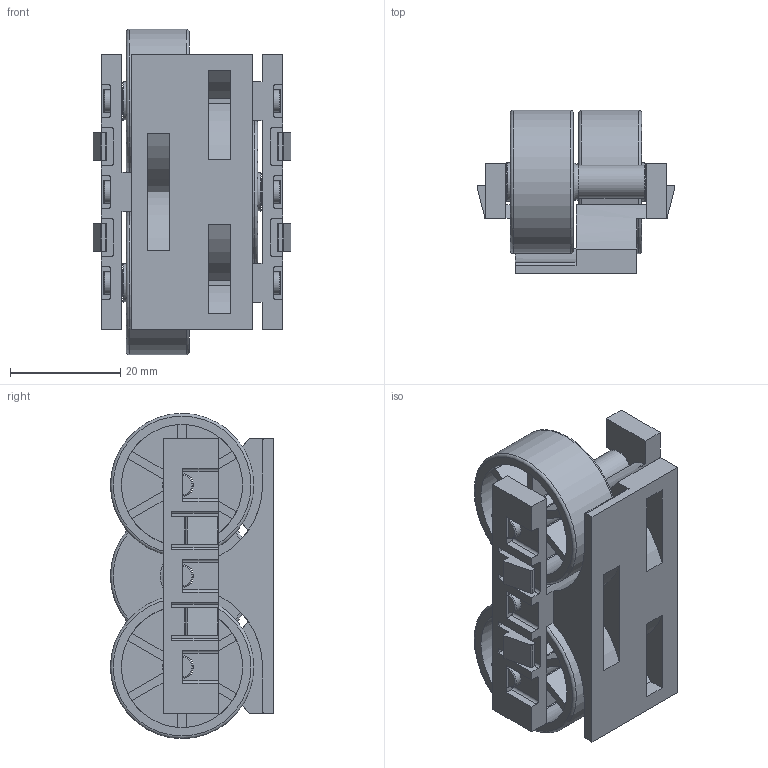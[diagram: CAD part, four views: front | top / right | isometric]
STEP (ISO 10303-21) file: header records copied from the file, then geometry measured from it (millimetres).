
FILE_DESCRIPTION(/* description */ ('STEP AP214'),/* implementation_level */ '2;1');
FILE_NAME(/* name */ '062AEH2691.50',/* time_stamp */ '2023-03-15T14:56:36+01:00',/* author */ ('License CC BY-ND 4.0'),/* organization */ ('CADENAS'),/* preprocessor_version */ 'ST-DEVELOPER v19.3',/* originating_system */ 'PARTsolutions',/* authorisation */ ' ');
FILE_SCHEMA (('AUTOMOTIVE_DESIGN {1 0 10303 214 3 1 1}'));
Length unit declared in the file: millimetre
Products named in the file (4): 062AEH2691.50; 062AEH2691.50_part3; 062AEH2691.50_part2; 062AEH2691.50_part1
Assembly tree (7 placements, depth 2):
  062AEH2691.50
    062AEH2691.50_part3  x3
    062AEH2691.50_part2  x3
    062AEH2691.50_part1
Bounding box: 35.88 x 29.6 x 59 mm (x, y, z)
Volume: 18822.6 mm3; surface area: 21297.8 mm2
Topology: 7 solids, 7 shells, 375 faces, 1077 edges, 711 vertices
Faces by surface type: plane 207, cylinder 147, torus 15, cone 6
Full cylindrical faces by diameter (mm): 4 x3, 4.2 x3, 6 x3, 7 x3, 22 x3, 26 x3
Entity records: 8275 total; most frequent: CARTESIAN_POINT 1454, DIRECTION 1425, ORIENTED_EDGE 1420, EDGE_CURVE 710, LINE 485, VECTOR 485, VERTEX_POINT 479, AXIS2_PLACEMENT_3D 470
